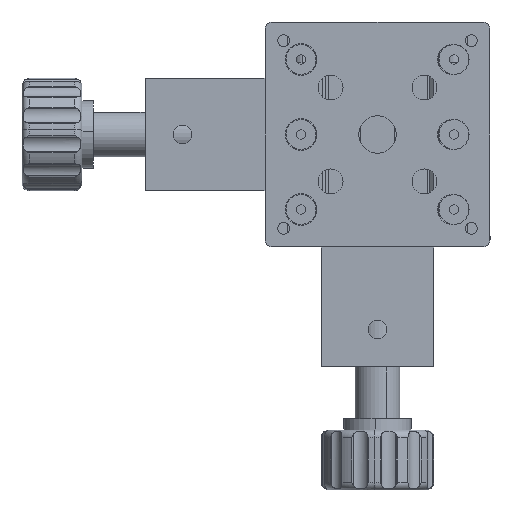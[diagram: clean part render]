
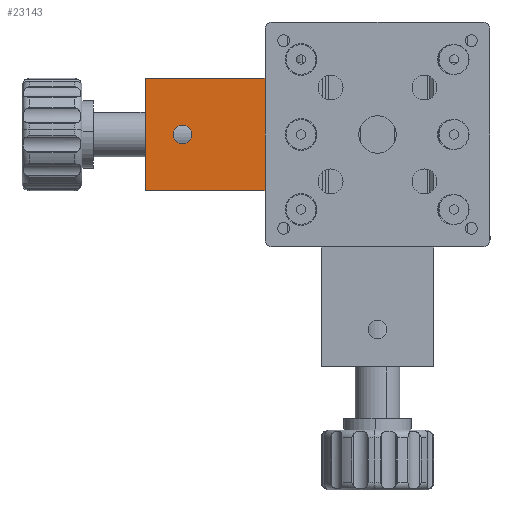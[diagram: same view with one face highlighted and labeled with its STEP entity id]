
A CAD part, front view. The second image highlights one B-rep face of the part: STEP entity #23143.
In plain terms, the highlighted planar face has unit normal (0, -1, 0).
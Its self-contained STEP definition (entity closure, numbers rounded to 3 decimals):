
#238 = CARTESIAN_POINT ( 'NONE',  ( -31., 8.5, -7.5 ) ) ;
#1184 = DIRECTION ( 'NONE',  ( 1., 0., 0. ) ) ;
#1683 = CARTESIAN_POINT ( 'NONE',  ( -26., 8.5, 0. ) ) ;
#2287 = CARTESIAN_POINT ( 'NONE',  ( -31., 8.5, -7.5 ) ) ;
#2872 = EDGE_CURVE ( 'NONE', #26292, #13194, #19332, .T. ) ;
#3955 = EDGE_LOOP ( 'NONE', ( #31265, #15934 ) ) ;
#4478 = VECTOR ( 'NONE', #28592, 1000. ) ;
#4530 = LINE ( 'NONE', #2287, #24221 ) ;
#4550 = VERTEX_POINT ( 'NONE', #16420 ) ;
#5733 = DIRECTION ( 'NONE',  ( 0., -1., 0. ) ) ;
#6738 = CARTESIAN_POINT ( 'NONE',  ( -31., 8.5, 7.5 ) ) ;
#6798 = ORIENTED_EDGE ( 'NONE', *, *, #9202, .F. ) ;
#8092 = LINE ( 'NONE', #17881, #20495 ) ;
#8274 = VECTOR ( 'NONE', #20257, 1000. ) ;
#8716 = ORIENTED_EDGE ( 'NONE', *, *, #23700, .T. ) ;
#8939 = EDGE_LOOP ( 'NONE', ( #8716, #12913, #6798, #29047 ) ) ;
#8975 = LINE ( 'NONE', #13460, #4478 ) ;
#9202 = EDGE_CURVE ( 'NONE', #4550, #28509, #4530, .T. ) ;
#9717 = CIRCLE ( 'NONE', #16898, 1.25 ) ;
#9903 = CARTESIAN_POINT ( 'NONE',  ( -26., 8.5, 1.25 ) ) ;
#11921 = DIRECTION ( 'NONE',  ( 0., 0., 1. ) ) ;
#12008 = EDGE_CURVE ( 'NONE', #4550, #28498, #8975, .T. ) ;
#12860 = LINE ( 'NONE', #20426, #8274 ) ;
#12913 = ORIENTED_EDGE ( 'NONE', *, *, #21919, .F. ) ;
#13194 = VERTEX_POINT ( 'NONE', #19024 ) ;
#13460 = CARTESIAN_POINT ( 'NONE',  ( -31., 8.5, -7.5 ) ) ;
#14486 = EDGE_CURVE ( 'NONE', #13194, #26292, #9717, .T. ) ;
#14521 = DIRECTION ( 'NONE',  ( 0., 1., 0. ) ) ;
#15710 = AXIS2_PLACEMENT_3D ( 'NONE', #25839, #5733, #30183 ) ;
#15923 = AXIS2_PLACEMENT_3D ( 'NONE', #238, #14521, #24828 ) ;
#15934 = ORIENTED_EDGE ( 'NONE', *, *, #14486, .F. ) ;
#16095 = VERTEX_POINT ( 'NONE', #27006 ) ;
#16420 = CARTESIAN_POINT ( 'NONE',  ( -31., 8.5, -7.5 ) ) ;
#16898 = AXIS2_PLACEMENT_3D ( 'NONE', #1683, #28519, #26615 ) ;
#17881 = CARTESIAN_POINT ( 'NONE',  ( -31., 8.5, 7.5 ) ) ;
#18576 = FACE_OUTER_BOUND ( 'NONE', #8939, .T. ) ;
#19024 = CARTESIAN_POINT ( 'NONE',  ( -26., 8.5, -1.25 ) ) ;
#19332 = CIRCLE ( 'NONE', #15710, 1.25 ) ;
#19593 = CARTESIAN_POINT ( 'NONE',  ( -15., 8.5, -7.5 ) ) ;
#20257 = DIRECTION ( 'NONE',  ( 0., 0., 1. ) ) ;
#20426 = CARTESIAN_POINT ( 'NONE',  ( -15., 8.5, -7.5 ) ) ;
#20495 = VECTOR ( 'NONE', #1184, 1000. ) ;
#21634 = FACE_BOUND ( 'NONE', #3955, .T. ) ;
#21919 = EDGE_CURVE ( 'NONE', #28509, #16095, #8092, .T. ) ;
#23143 = ADVANCED_FACE ( 'NONE', ( #21634, #18576 ), #29497, .F. ) ;
#23700 = EDGE_CURVE ( 'NONE', #28498, #16095, #12860, .T. ) ;
#24221 = VECTOR ( 'NONE', #11921, 1000. ) ;
#24828 = DIRECTION ( 'NONE',  ( 0., 0., -1. ) ) ;
#25839 = CARTESIAN_POINT ( 'NONE',  ( -26., 8.5, 0. ) ) ;
#26292 = VERTEX_POINT ( 'NONE', #9903 ) ;
#26615 = DIRECTION ( 'NONE',  ( 0., 0., 1. ) ) ;
#27006 = CARTESIAN_POINT ( 'NONE',  ( -15., 8.5, 7.5 ) ) ;
#28498 = VERTEX_POINT ( 'NONE', #19593 ) ;
#28509 = VERTEX_POINT ( 'NONE', #6738 ) ;
#28519 = DIRECTION ( 'NONE',  ( 0., -1., 0. ) ) ;
#28592 = DIRECTION ( 'NONE',  ( 1., 0., 0. ) ) ;
#29047 = ORIENTED_EDGE ( 'NONE', *, *, #12008, .T. ) ;
#29497 = PLANE ( 'NONE',  #15923 ) ;
#30183 = DIRECTION ( 'NONE',  ( 0., 0., 1. ) ) ;
#31265 = ORIENTED_EDGE ( 'NONE', *, *, #2872, .F. ) ;
